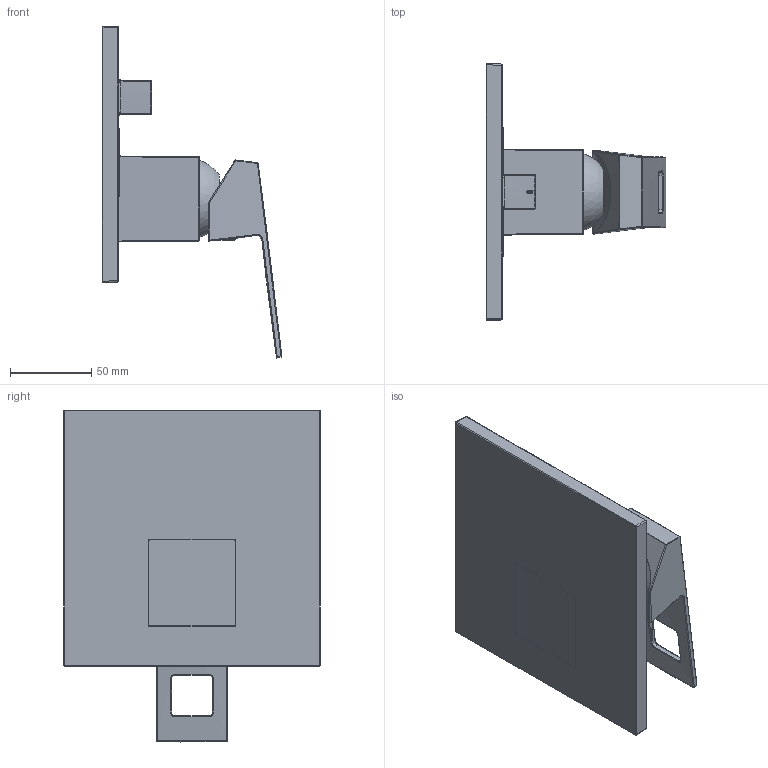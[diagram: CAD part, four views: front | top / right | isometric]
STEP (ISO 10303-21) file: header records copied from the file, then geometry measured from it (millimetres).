
FILE_DESCRIPTION(/* description */ ('Unknown'),/* implementation_level */ '2;1');
FILE_NAME(/* name */ '24094000',/* time_stamp */ '2022-09-09T05:32:17+02:00',/* author */ ('Unknown'),/* organization */ ('GROHE AG'),/* preprocessor_version */ 'ST-DEVELOPER v16.7',/* originating_system */ 'DEX',/* authorisation */ $);
FILE_SCHEMA (('AUTOMOTIVE_DESIGN {1 0 10303 214 3 1 1}'));
Length unit declared in the file: millimetre
Products named in the file (7): 24094000; 160811_SMC_ RosetteTHM_Central_Square_Facette_158mm_Lob; skin#141; Z51090_model1; 24094000_0; id690
Assembly tree (6 placements, depth 2):
  24094000
    160811_SMC_ RosetteTHM_Central_Square_Facette_158mm_Lob
    skin#141
    Z51090_model1
    24094000
    24094000_0
    id690
Bounding box: 110.65 x 157.96 x 204.45 mm (x, y, z)
Volume: 432741.2 mm3; surface area: 104050.4 mm2
Topology: 5 solids, 10 shells, 522 faces, 1207 edges, 675 vertices
Faces by surface type: bspline 170, cylinder 133, plane 107, sphere 47, torus 41, cone 24
Full cylindrical faces by diameter (mm): 3.5 x1, 4.917 x1, 6.5 x2, 6.9 x1, 30 x1
Entity records: 20502 total; most frequent: CARTESIAN_POINT 8046, ORIENTED_EDGE 2264, DIRECTION 2018, EDGE_CURVE 1139, AXIS2_PLACEMENT_3D 879, VERTEX_POINT 662, EDGE_LOOP 554, FACE_BOUND 554
